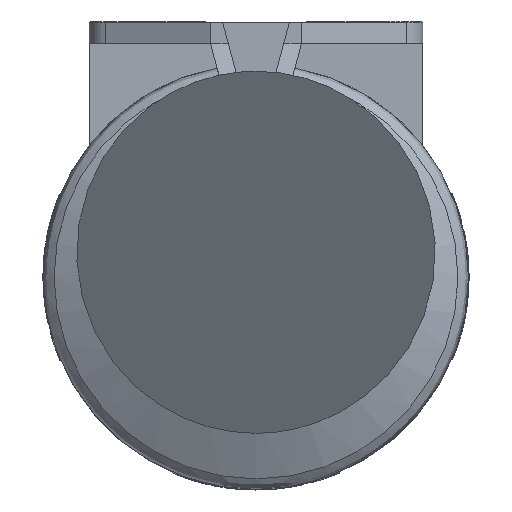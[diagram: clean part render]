
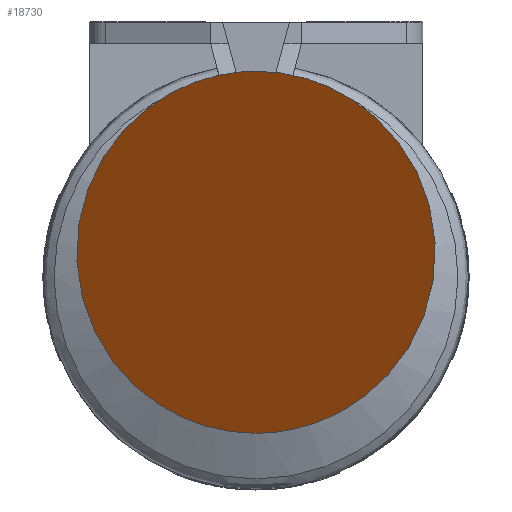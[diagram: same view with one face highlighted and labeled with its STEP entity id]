
A CAD part, front view. The second image highlights one B-rep face of the part: STEP entity #18730.
In plain terms, the highlighted planar face has unit normal (0, -0.819, -0.574).
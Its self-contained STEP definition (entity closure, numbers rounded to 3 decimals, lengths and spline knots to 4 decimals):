
#4481 = EDGE_CURVE ( 'NONE', #38211, #62738, #51210, .T. ) ;
#6383 = CARTESIAN_POINT ( 'NONE',  ( -2.3264, -5.1181, 1.3339 ) ) ;
#15329 = AXIS2_PLACEMENT_3D ( 'NONE', #35956, #53886, #18311 ) ;
#16887 = ORIENTED_EDGE ( 'NONE', *, *, #54569, .F. ) ;
#18311 = DIRECTION ( 'NONE',  ( 0., -0.574, 0.819 ) ) ;
#18467 = CARTESIAN_POINT ( 'NONE',  ( 0., -5.1181, 1.3339 ) ) ;
#18730 = ADVANCED_FACE ( 'NONE', ( #63381 ), #48632, .F. ) ;
#20785 = ORIENTED_EDGE ( 'NONE', *, *, #4481, .F. ) ;
#21852 = CARTESIAN_POINT ( 'NONE',  ( 0., -5.1181, 1.3339 ) ) ;
#27882 = CARTESIAN_POINT ( 'NONE',  ( 0., -3.4738, -1.0143 ) ) ;
#30577 = EDGE_LOOP ( 'NONE', ( #20785, #16887 ) ) ;
#32934 = CARTESIAN_POINT ( 'NONE',  ( 0., -3.4738, -1.0143 ) ) ;
#33183 = CARTESIAN_POINT ( 'NONE',  ( 2.3264, -5.1181, 1.3339 ) ) ;
#35956 = CARTESIAN_POINT ( 'NONE',  ( 0., -3.4738, -1.0143 ) ) ;
#38211 = VERTEX_POINT ( 'NONE', #32934 ) ;
#42191 = CARTESIAN_POINT ( 'NONE',  ( 0., -3.4738, -1.0143 ) ) ;
#48632 = PLANE ( 'NONE',  #15329 ) ;
#51210 =( BOUNDED_CURVE ( )  B_SPLINE_CURVE ( 3, ( #42191, #66965, #6383, #18467 ),
 .UNSPECIFIED., .F., .T. ) 
 B_SPLINE_CURVE_WITH_KNOTS ( ( 4, 4 ),
 ( 3.1416, 6.2832 ),
 .UNSPECIFIED. ) 
 CURVE ( )  GEOMETRIC_REPRESENTATION_ITEM ( )  RATIONAL_B_SPLINE_CURVE ( ( 1., 0.333, 0.333, 1. ) ) 
 REPRESENTATION_ITEM ( '' )  );
#53886 = DIRECTION ( 'NONE',  ( 0., 0.819, 0.574 ) ) ;
#54569 = EDGE_CURVE ( 'NONE', #62738, #38211, #75840, .T. ) ;
#62738 = VERTEX_POINT ( 'NONE', #72411 ) ;
#63381 = FACE_OUTER_BOUND ( 'NONE', #30577, .T. ) ;
#66965 = CARTESIAN_POINT ( 'NONE',  ( -2.3264, -3.4738, -1.0143 ) ) ;
#69571 = CARTESIAN_POINT ( 'NONE',  ( 2.3264, -3.4738, -1.0143 ) ) ;
#72411 = CARTESIAN_POINT ( 'NONE',  ( 0., -5.1181, 1.3339 ) ) ;
#75840 =( BOUNDED_CURVE ( )  B_SPLINE_CURVE ( 3, ( #21852, #33183, #69571, #27882 ),
 .UNSPECIFIED., .F., .F. ) 
 B_SPLINE_CURVE_WITH_KNOTS ( ( 4, 4 ),
 ( 0., 3.1416 ),
 .UNSPECIFIED. ) 
 CURVE ( )  GEOMETRIC_REPRESENTATION_ITEM ( )  RATIONAL_B_SPLINE_CURVE ( ( 1., 0.333, 0.333, 1. ) ) 
 REPRESENTATION_ITEM ( '' )  );
